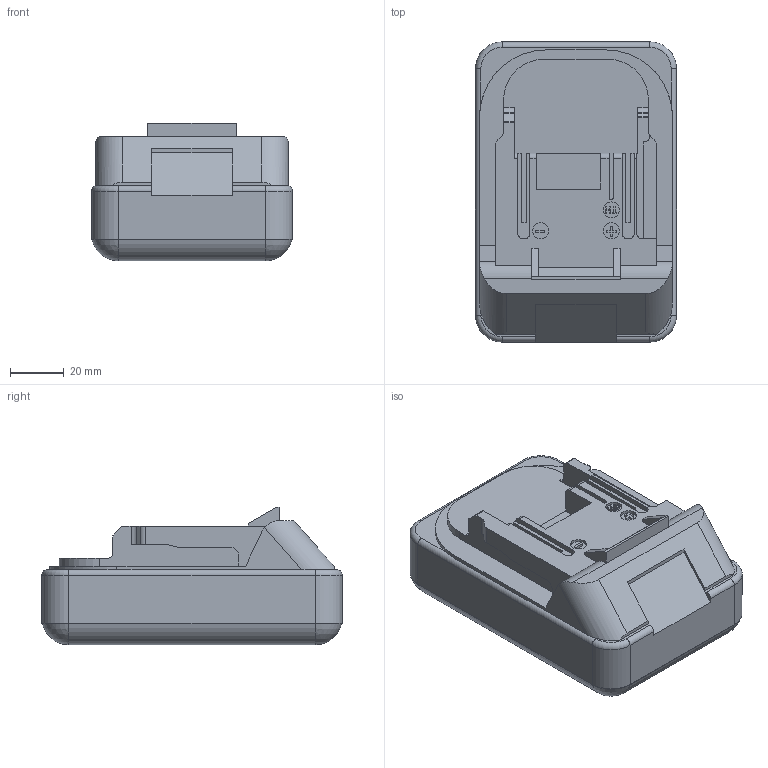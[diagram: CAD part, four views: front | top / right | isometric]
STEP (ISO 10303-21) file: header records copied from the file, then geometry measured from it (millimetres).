
FILE_DESCRIPTION(/* description */ (''),/* implementation_level */ '2;1');
FILE_NAME(/* name */ '18V-2Ah.step',/* time_stamp */ '2024-09-27T17:02:45+02:00',/* author */ (''),/* organization */ (''),/* preprocessor_version */ 'ST-DEVELOPER v20',/* originating_system */ 'Autodesk Translation Framework v13.20.0.188',/* authorisation */ '');
FILE_SCHEMA (('AUTOMOTIVE_DESIGN { 1 0 10303 214 3 1 1 }'));
Length unit declared in the file: millimetre
Products named in the file (1): Makita_2Ah
Bounding box: 75 x 112 x 51.3 mm (x, y, z)
Volume: 293354.4 mm3; surface area: 32217.9 mm2
Topology: 1 solids, 1 shells, 192 faces, 533 edges, 347 vertices
Faces by surface type: plane 131, cylinder 53, sphere 4, torus 4
Full cylindrical faces by diameter (mm): 6 x3
Entity records: 6146 total; most frequent: CARTESIAN_POINT 1103, ORIENTED_EDGE 1058, DIRECTION 1028, EDGE_CURVE 529, LINE 404, VECTOR 404, VERTEX_POINT 347, AXIS2_PLACEMENT_3D 312
